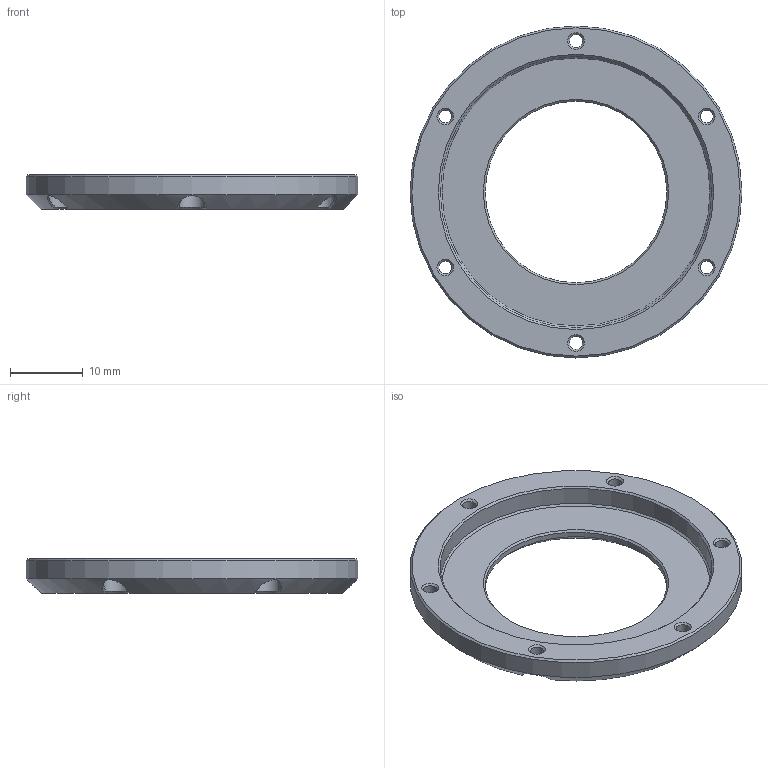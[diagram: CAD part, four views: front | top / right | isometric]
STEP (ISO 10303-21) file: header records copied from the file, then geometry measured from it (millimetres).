
FILE_DESCRIPTION(/* description */ ('Unknown'),/* implementation_level */ '2;1');
FILE_NAME(/* name */ 'lomo_LCA_canonRF_mount_cap',/* time_stamp */ '2024-03-15T12:15:40-04:00',/* author */ ('Unknown'),/* organization */ ('Unknown'),/* preprocessor_version */ 'ST-DEVELOPER v18.1',/* originating_system */ 'Solid Edge',/* authorisation */ 'Unknown');
FILE_SCHEMA (('AUTOMOTIVE_DESIGN {1 0 10303 214 3 1 1}'));
Length unit declared in the file: millimetre
Products named in the file (1): lomo_LCA_canonRF_mount
Bounding box: 45.7 x 45.7 x 4.75 mm (x, y, z)
Volume: 3176.5 mm3; surface area: 3332.7 mm2
Topology: 1 solids, 1 shells, 48 faces, 112 edges, 67 vertices
Faces by surface type: cone 18, cylinder 15, plane 9, bspline 6
Full cylindrical faces by diameter (mm): 1.8 x6, 3.5 x6, 25 x1, 37.4 x1, 45.7 x1
Entity records: 1564 total; most frequent: CARTESIAN_POINT 599, DIRECTION 192, ORIENTED_EDGE 154, AXIS2_PLACEMENT_3D 96, EDGE_LOOP 90, FACE_BOUND 90, EDGE_CURVE 77, VERTEX_POINT 59
